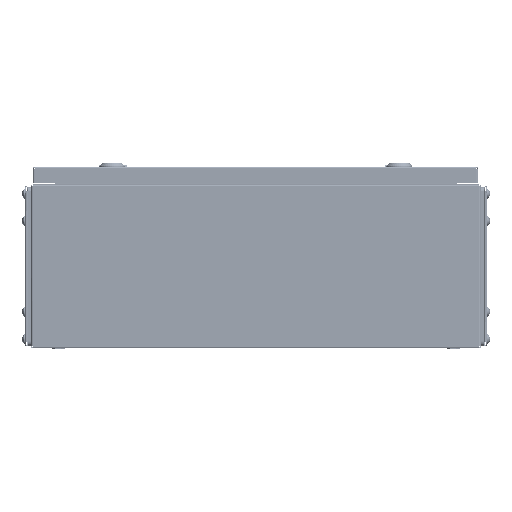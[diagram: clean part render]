
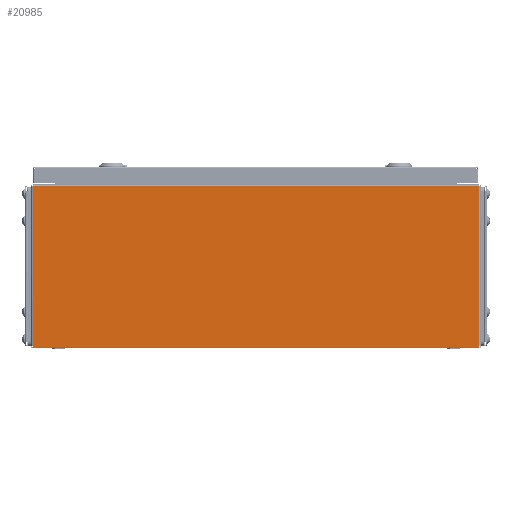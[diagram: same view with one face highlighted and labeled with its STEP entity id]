
A CAD part, left-side view. The second image highlights one B-rep face of the part: STEP entity #20985.
In plain terms, the highlighted planar face has unit normal (-1, 0, 0).
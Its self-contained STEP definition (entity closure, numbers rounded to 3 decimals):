
#756 = EDGE_LOOP ( 'NONE', ( #11677, #76443, #29602, #51892 ) ) ;
#2655 = CARTESIAN_POINT ( 'NONE',  ( -150., 245.5, 1. ) ) ;
#4194 = EDGE_CURVE ( 'NONE', #78567, #33053, #53777, .T. ) ;
#4836 = DIRECTION ( 'NONE',  ( 0., 1., 0. ) ) ;
#7396 = EDGE_CURVE ( 'NONE', #21601, #33053, #21378, .T. ) ;
#8003 = DIRECTION ( 'NONE',  ( 0., 0., -1. ) ) ;
#8394 = VECTOR ( 'NONE', #54172, 1000. ) ;
#8396 = EDGE_CURVE ( 'NONE', #21601, #28389, #31621, .T. ) ;
#11677 = ORIENTED_EDGE ( 'NONE', *, *, #52080, .T. ) ;
#14199 = DIRECTION ( 'NONE',  ( 1., 0., 0. ) ) ;
#16540 = PLANE ( 'NONE',  #38613 ) ;
#20288 = CARTESIAN_POINT ( 'NONE',  ( -150., -245.5, 177.5 ) ) ;
#20985 = ADVANCED_FACE ( 'NONE', ( #73079 ), #16540, .F. ) ;
#21378 = LINE ( 'NONE', #42409, #31666 ) ;
#21601 = VERTEX_POINT ( 'NONE', #53081 ) ;
#28389 = VERTEX_POINT ( 'NONE', #20288 ) ;
#29602 = ORIENTED_EDGE ( 'NONE', *, *, #7396, .F. ) ;
#31621 = LINE ( 'NONE', #51397, #71103 ) ;
#31666 = VECTOR ( 'NONE', #4836, 1000. ) ;
#33053 = VERTEX_POINT ( 'NONE', #2655 ) ;
#38613 = AXIS2_PLACEMENT_3D ( 'NONE', #70726, #14199, #8003 ) ;
#38687 = CARTESIAN_POINT ( 'NONE',  ( -150., -245.5, 177.5 ) ) ;
#42409 = CARTESIAN_POINT ( 'NONE',  ( -150., 245.5, 1. ) ) ;
#50188 = DIRECTION ( 'NONE',  ( 0., 0., 1. ) ) ;
#50639 = LINE ( 'NONE', #38687, #67209 ) ;
#51397 = CARTESIAN_POINT ( 'NONE',  ( -150., -245.5, 0. ) ) ;
#51892 = ORIENTED_EDGE ( 'NONE', *, *, #8396, .T. ) ;
#52080 = EDGE_CURVE ( 'NONE', #28389, #78567, #50639, .T. ) ;
#53081 = CARTESIAN_POINT ( 'NONE',  ( -150., -245.5, 1. ) ) ;
#53777 = LINE ( 'NONE', #64638, #8394 ) ;
#54172 = DIRECTION ( 'NONE',  ( 0., 0., -1. ) ) ;
#64638 = CARTESIAN_POINT ( 'NONE',  ( -150., 245.5, 0. ) ) ;
#67209 = VECTOR ( 'NONE', #69188, 1000. ) ;
#69188 = DIRECTION ( 'NONE',  ( 0., 1., 0. ) ) ;
#70726 = CARTESIAN_POINT ( 'NONE',  ( -150., 0., 0. ) ) ;
#71103 = VECTOR ( 'NONE', #50188, 1000. ) ;
#73079 = FACE_OUTER_BOUND ( 'NONE', #756, .T. ) ;
#76443 = ORIENTED_EDGE ( 'NONE', *, *, #4194, .T. ) ;
#77571 = CARTESIAN_POINT ( 'NONE',  ( -150., 245.5, 177.5 ) ) ;
#78567 = VERTEX_POINT ( 'NONE', #77571 ) ;
